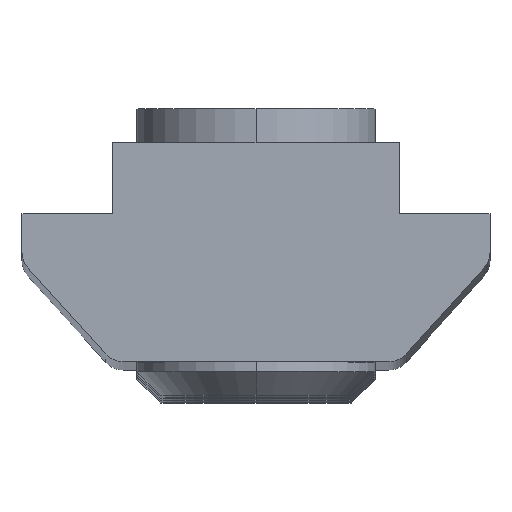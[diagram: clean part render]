
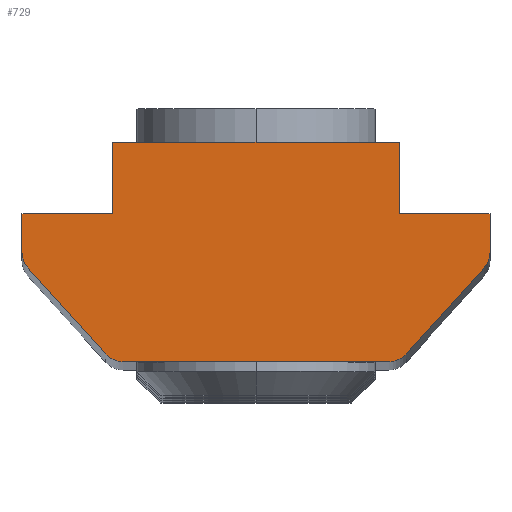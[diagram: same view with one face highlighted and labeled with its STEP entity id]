
A CAD part, top view. The second image highlights one B-rep face of the part: STEP entity #729.
In plain terms, the highlighted planar face has unit normal (0, 0, 1).
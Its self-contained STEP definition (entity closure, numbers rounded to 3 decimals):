
#11 = CARTESIAN_POINT ( 'NONE',  ( -4.771, -0.343, 50. ) ) ;
#16 = CARTESIAN_POINT ( 'NONE',  ( -4.4, -0.007, 50. ) ) ;
#29 = LINE ( 'NONE', #1056, #750 ) ;
#48 = VECTOR ( 'NONE', #992, 1000. ) ;
#50 = CIRCLE ( 'NONE', #1893, 0.5 ) ;
#52 = VECTOR ( 'NONE', #1772, 1000. ) ;
#53 = CARTESIAN_POINT ( 'NONE',  ( 4.771, -0.343, 50. ) ) ;
#76 = VERTEX_POINT ( 'NONE', #1389 ) ;
#82 = CARTESIAN_POINT ( 'NONE',  ( 4.9, 0.8, 50. ) ) ;
#112 = VERTEX_POINT ( 'NONE', #1058 ) ;
#126 = AXIS2_PLACEMENT_3D ( 'NONE', #509, #660, #1713 ) ;
#136 = VERTEX_POINT ( 'NONE', #904 ) ;
#151 = CIRCLE ( 'NONE', #1800, 0.5 ) ;
#164 = DIRECTION ( 'NONE',  ( 1., 0., 0. ) ) ;
#175 = EDGE_LOOP ( 'NONE', ( #1599, #1780, #1843, #1135, #921, #201, #1107, #319, #601, #1438, #954, #896, #1325, #733 ) ) ;
#181 = DIRECTION ( 'NONE',  ( 0., 0., 1. ) ) ;
#192 = EDGE_CURVE ( 'NONE', #1646, #1317, #582, .T. ) ;
#201 = ORIENTED_EDGE ( 'NONE', *, *, #795, .T. ) ;
#208 = CARTESIAN_POINT ( 'NONE',  ( 4.9, -0.007, 50. ) ) ;
#220 = VERTEX_POINT ( 'NONE', #1745 ) ;
#228 = DIRECTION ( 'NONE',  ( 0., 1., 0. ) ) ;
#264 = CARTESIAN_POINT ( 'NONE',  ( 2.778, -2.3, 50. ) ) ;
#274 = CARTESIAN_POINT ( 'NONE',  ( -4.9, 0.8, 50. ) ) ;
#278 = VECTOR ( 'NONE', #1330, 1000. ) ;
#297 = VECTOR ( 'NONE', #1592, 1000. ) ;
#306 = CARTESIAN_POINT ( 'NONE',  ( -2.778, -1.8, 50. ) ) ;
#309 = VECTOR ( 'NONE', #685, 1000. ) ;
#319 = ORIENTED_EDGE ( 'NONE', *, *, #955, .T. ) ;
#323 = CARTESIAN_POINT ( 'NONE',  ( 3., -2.3, 50. ) ) ;
#339 = EDGE_CURVE ( 'NONE', #112, #760, #895, .T. ) ;
#363 = FACE_OUTER_BOUND ( 'NONE', #175, .T. ) ;
#422 = VERTEX_POINT ( 'NONE', #966 ) ;
#433 = LINE ( 'NONE', #1032, #52 ) ;
#449 = DIRECTION ( 'NONE',  ( 1., 0., 0. ) ) ;
#488 = VECTOR ( 'NONE', #1524, 1000. ) ;
#493 = EDGE_CURVE ( 'NONE', #136, #1623, #1071, .T. ) ;
#508 = CARTESIAN_POINT ( 'NONE',  ( -3., 0.8, 50. ) ) ;
#509 = CARTESIAN_POINT ( 'NONE',  ( 0., 0., 50. ) ) ;
#534 = CARTESIAN_POINT ( 'NONE',  ( -4.9, 0.8, 50. ) ) ;
#547 = EDGE_CURVE ( 'NONE', #422, #76, #1118, .T. ) ;
#582 = CIRCLE ( 'NONE', #1657, 0.5 ) ;
#601 = ORIENTED_EDGE ( 'NONE', *, *, #1104, .T. ) ;
#660 = DIRECTION ( 'NONE',  ( 0., 0., 1. ) ) ;
#685 = DIRECTION ( 'NONE',  ( 0., 1., 0. ) ) ;
#703 = CARTESIAN_POINT ( 'NONE',  ( 3., 0.8, 50. ) ) ;
#714 = EDGE_CURVE ( 'NONE', #1317, #1345, #827, .T. ) ;
#729 = ADVANCED_FACE ( 'NONE', ( #363 ), #1419, .T. ) ;
#733 = ORIENTED_EDGE ( 'NONE', *, *, #1177, .T. ) ;
#750 = VECTOR ( 'NONE', #1318, 1000. ) ;
#760 = VERTEX_POINT ( 'NONE', #264 ) ;
#780 = CARTESIAN_POINT ( 'NONE',  ( -4.9, -0.2, 50. ) ) ;
#787 = VERTEX_POINT ( 'NONE', #1616 ) ;
#795 = EDGE_CURVE ( 'NONE', #1345, #422, #1855, .T. ) ;
#827 = LINE ( 'NONE', #82, #1580 ) ;
#873 = DIRECTION ( 'NONE',  ( 0., 0., 1. ) ) ;
#880 = VERTEX_POINT ( 'NONE', #11 ) ;
#890 = EDGE_CURVE ( 'NONE', #1623, #880, #1652, .T. ) ;
#895 = LINE ( 'NONE', #323, #488 ) ;
#896 = ORIENTED_EDGE ( 'NONE', *, *, #890, .T. ) ;
#904 = CARTESIAN_POINT ( 'NONE',  ( -4.9, 0.8, 50. ) ) ;
#921 = ORIENTED_EDGE ( 'NONE', *, *, #714, .T. ) ;
#930 = CARTESIAN_POINT ( 'NONE',  ( -4.9, -0.007, 50. ) ) ;
#942 = DIRECTION ( 'NONE',  ( 0.671, -0.742, 0. ) ) ;
#954 = ORIENTED_EDGE ( 'NONE', *, *, #493, .T. ) ;
#955 = EDGE_CURVE ( 'NONE', #76, #1522, #29, .T. ) ;
#966 = CARTESIAN_POINT ( 'NONE',  ( 3., 0.8, 50. ) ) ;
#992 = DIRECTION ( 'NONE',  ( -1., 0., 0. ) ) ;
#999 = EDGE_CURVE ( 'NONE', #220, #1646, #433, .T. ) ;
#1032 = CARTESIAN_POINT ( 'NONE',  ( 4.9, -0.2, 50. ) ) ;
#1045 = VECTOR ( 'NONE', #942, 1000. ) ;
#1051 = DIRECTION ( 'NONE',  ( 0., 0., 1. ) ) ;
#1056 = CARTESIAN_POINT ( 'NONE',  ( -3., 2.3, 50. ) ) ;
#1058 = CARTESIAN_POINT ( 'NONE',  ( -2.778, -2.3, 50. ) ) ;
#1071 = LINE ( 'NONE', #274, #278 ) ;
#1073 = CARTESIAN_POINT ( 'NONE',  ( 2.778, -1.8, 50. ) ) ;
#1104 = EDGE_CURVE ( 'NONE', #1522, #1711, #1492, .T. ) ;
#1107 = ORIENTED_EDGE ( 'NONE', *, *, #547, .T. ) ;
#1118 = LINE ( 'NONE', #1741, #309 ) ;
#1135 = ORIENTED_EDGE ( 'NONE', *, *, #192, .T. ) ;
#1176 = DIRECTION ( 'NONE',  ( -1., 0., 0. ) ) ;
#1177 = EDGE_CURVE ( 'NONE', #787, #112, #151, .T. ) ;
#1234 = DIRECTION ( 'NONE',  ( 1., 0., 0. ) ) ;
#1285 = LINE ( 'NONE', #534, #48 ) ;
#1317 = VERTEX_POINT ( 'NONE', #208 ) ;
#1318 = DIRECTION ( 'NONE',  ( -1., 0., 0. ) ) ;
#1325 = ORIENTED_EDGE ( 'NONE', *, *, #1659, .T. ) ;
#1330 = DIRECTION ( 'NONE',  ( 0., -1., 0. ) ) ;
#1345 = VERTEX_POINT ( 'NONE', #1591 ) ;
#1354 = DIRECTION ( 'NONE',  ( 0., 0., 1. ) ) ;
#1355 = EDGE_CURVE ( 'NONE', #1711, #136, #1285, .T. ) ;
#1389 = CARTESIAN_POINT ( 'NONE',  ( 3., 2.3, 50. ) ) ;
#1419 = PLANE ( 'NONE',  #126 ) ;
#1426 = VECTOR ( 'NONE', #1176, 1000. ) ;
#1438 = ORIENTED_EDGE ( 'NONE', *, *, #1355, .T. ) ;
#1445 = CARTESIAN_POINT ( 'NONE',  ( -3., 2.3, 50. ) ) ;
#1492 = LINE ( 'NONE', #1445, #297 ) ;
#1515 = AXIS2_PLACEMENT_3D ( 'NONE', #16, #1051, #164 ) ;
#1522 = VERTEX_POINT ( 'NONE', #1654 ) ;
#1524 = DIRECTION ( 'NONE',  ( 1., 0., 0. ) ) ;
#1565 = EDGE_CURVE ( 'NONE', #760, #220, #50, .T. ) ;
#1580 = VECTOR ( 'NONE', #228, 1000. ) ;
#1591 = CARTESIAN_POINT ( 'NONE',  ( 4.9, 0.8, 50. ) ) ;
#1592 = DIRECTION ( 'NONE',  ( 0., -1., 0. ) ) ;
#1599 = ORIENTED_EDGE ( 'NONE', *, *, #339, .T. ) ;
#1616 = CARTESIAN_POINT ( 'NONE',  ( -3.149, -2.135, 50. ) ) ;
#1623 = VERTEX_POINT ( 'NONE', #930 ) ;
#1646 = VERTEX_POINT ( 'NONE', #53 ) ;
#1652 = CIRCLE ( 'NONE', #1515, 0.5 ) ;
#1654 = CARTESIAN_POINT ( 'NONE',  ( -3., 2.3, 50. ) ) ;
#1657 = AXIS2_PLACEMENT_3D ( 'NONE', #1768, #873, #1908 ) ;
#1659 = EDGE_CURVE ( 'NONE', #880, #787, #1831, .T. ) ;
#1711 = VERTEX_POINT ( 'NONE', #508 ) ;
#1713 = DIRECTION ( 'NONE',  ( 1., 0., 0. ) ) ;
#1741 = CARTESIAN_POINT ( 'NONE',  ( 3., 2.3, 50. ) ) ;
#1745 = CARTESIAN_POINT ( 'NONE',  ( 3.149, -2.135, 50. ) ) ;
#1768 = CARTESIAN_POINT ( 'NONE',  ( 4.4, -0.007, 50. ) ) ;
#1772 = DIRECTION ( 'NONE',  ( 0.671, 0.742, 0. ) ) ;
#1780 = ORIENTED_EDGE ( 'NONE', *, *, #1565, .T. ) ;
#1800 = AXIS2_PLACEMENT_3D ( 'NONE', #306, #1354, #449 ) ;
#1831 = LINE ( 'NONE', #780, #1045 ) ;
#1843 = ORIENTED_EDGE ( 'NONE', *, *, #999, .T. ) ;
#1855 = LINE ( 'NONE', #703, #1426 ) ;
#1893 = AXIS2_PLACEMENT_3D ( 'NONE', #1073, #181, #1234 ) ;
#1908 = DIRECTION ( 'NONE',  ( 1., 0., 0. ) ) ;
